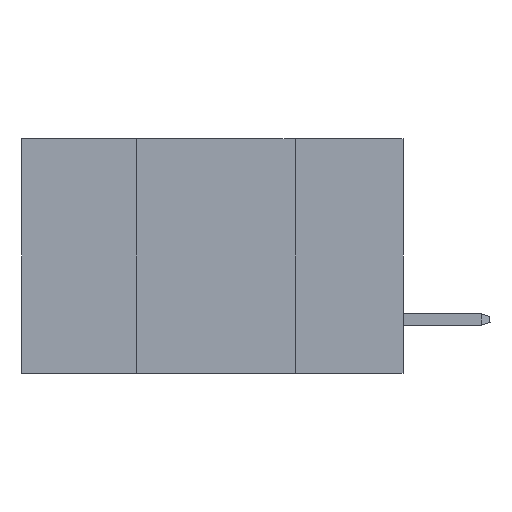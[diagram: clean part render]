
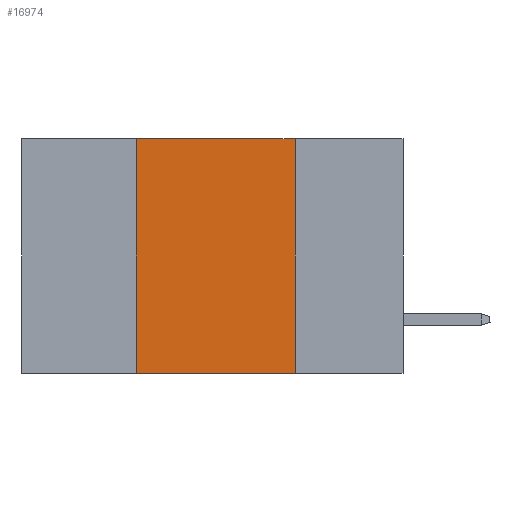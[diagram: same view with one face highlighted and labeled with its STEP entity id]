
A CAD part, left-side view. The second image highlights one B-rep face of the part: STEP entity #16974.
In plain terms, the highlighted planar face has unit normal (-1, 0, 0).
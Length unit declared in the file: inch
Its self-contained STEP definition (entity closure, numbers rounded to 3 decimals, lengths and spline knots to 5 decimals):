
#1274 = VECTOR ( 'NONE', #4931, 39.37008 ) ;
#1562 = DIRECTION ( 'NONE',  ( 1., 0., 0. ) ) ;
#1728 = CARTESIAN_POINT ( 'NONE',  ( 0., 0.17, -0.37 ) ) ;
#2536 = VERTEX_POINT ( 'NONE', #14227 ) ;
#3364 = CARTESIAN_POINT ( 'NONE',  ( 0., 0.6, -0.37 ) ) ;
#3689 = VERTEX_POINT ( 'NONE', #12178 ) ;
#4891 = EDGE_LOOP ( 'NONE', ( #8901, #16113, #17431, #5126 ) ) ;
#4931 = DIRECTION ( 'NONE',  ( 0., -1., 0. ) ) ;
#5126 = ORIENTED_EDGE ( 'NONE', *, *, #20784, .T. ) ;
#5901 = VERTEX_POINT ( 'NONE', #19263 ) ;
#6483 = DIRECTION ( 'NONE',  ( 0., 0., 1. ) ) ;
#6871 = CARTESIAN_POINT ( 'NONE',  ( 0., 0.6, 0. ) ) ;
#7863 = VECTOR ( 'NONE', #20557, 39.37008 ) ;
#8901 = ORIENTED_EDGE ( 'NONE', *, *, #14363, .F. ) ;
#10494 = AXIS2_PLACEMENT_3D ( 'NONE', #6871, #1562, #13749 ) ;
#12178 = CARTESIAN_POINT ( 'NONE',  ( 0., 0.42, 0. ) ) ;
#12556 = CARTESIAN_POINT ( 'NONE',  ( 0., 0.17, 0. ) ) ;
#12844 = EDGE_CURVE ( 'NONE', #3689, #5901, #16687, .T. ) ;
#13455 = LINE ( 'NONE', #20343, #20799 ) ;
#13749 = DIRECTION ( 'NONE',  ( 0., 0., -1. ) ) ;
#14227 = CARTESIAN_POINT ( 'NONE',  ( 0., 0.42, -0.37 ) ) ;
#14363 = EDGE_CURVE ( 'NONE', #5901, #17788, #19461, .T. ) ;
#15312 = PLANE ( 'NONE',  #10494 ) ;
#15906 = DIRECTION ( 'NONE',  ( 0., 0., -1. ) ) ;
#16113 = ORIENTED_EDGE ( 'NONE', *, *, #12844, .F. ) ;
#16687 = LINE ( 'NONE', #20140, #1274 ) ;
#16974 = ADVANCED_FACE ( 'NONE', ( #20636 ), #15312, .F. ) ;
#17431 = ORIENTED_EDGE ( 'NONE', *, *, #18225, .F. ) ;
#17788 = VERTEX_POINT ( 'NONE', #1728 ) ;
#18225 = EDGE_CURVE ( 'NONE', #2536, #3689, #13455, .T. ) ;
#18563 = LINE ( 'NONE', #3364, #7863 ) ;
#19263 = CARTESIAN_POINT ( 'NONE',  ( 0., 0.17, 0. ) ) ;
#19461 = LINE ( 'NONE', #12556, #20471 ) ;
#20140 = CARTESIAN_POINT ( 'NONE',  ( 0., 0.6, 0. ) ) ;
#20343 = CARTESIAN_POINT ( 'NONE',  ( 0., 0.42, 0. ) ) ;
#20471 = VECTOR ( 'NONE', #15906, 39.37008 ) ;
#20557 = DIRECTION ( 'NONE',  ( 0., -1., 0. ) ) ;
#20636 = FACE_OUTER_BOUND ( 'NONE', #4891, .T. ) ;
#20784 = EDGE_CURVE ( 'NONE', #2536, #17788, #18563, .T. ) ;
#20799 = VECTOR ( 'NONE', #6483, 39.37008 ) ;
